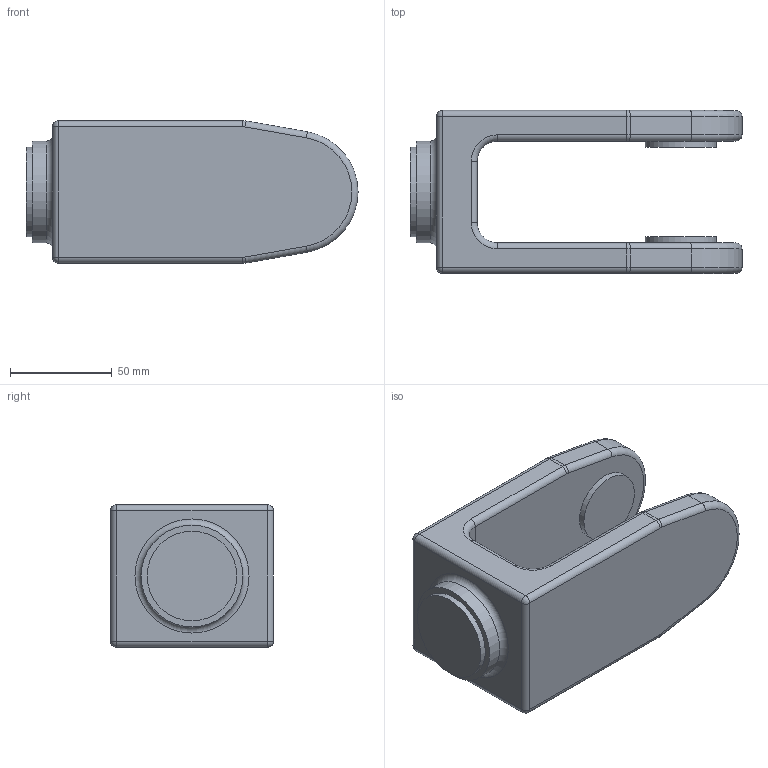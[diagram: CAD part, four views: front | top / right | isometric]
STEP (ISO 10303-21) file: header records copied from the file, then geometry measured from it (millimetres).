
FILE_DESCRIPTION(/* description */ (''),/* implementation_level */ '2;1');
FILE_NAME(/* name */ 'link4.step',/* time_stamp */ '2026-02-10T22:24:52+05:30',/* author */ (''),/* organization */ (''),/* preprocessor_version */ 'ST-DEVELOPER v20.1',/* originating_system */ 'Autodesk Translation Framework v14.24.0.0',/* authorisation */ '');
FILE_SCHEMA (('AUTOMOTIVE_DESIGN { 1 0 10303 214 3 1 1 }'));
Length unit declared in the file: millimetre
Products named in the file (1): 2026-02-10-22-24-52-783
Bounding box: 163 x 80 x 70 mm (x, y, z)
Volume: 391093.4 mm3; surface area: 56955.1 mm2
Topology: 1 solids, 1 shells, 71 faces, 151 edges, 86 vertices
Faces by surface type: cylinder 34, torus 17, plane 16, sphere 4
Full cylindrical faces by diameter (mm): 35 x2, 44 x1, 50 x1
Entity records: 1933 total; most frequent: DIRECTION 382, CARTESIAN_POINT 309, ORIENTED_EDGE 302, AXIS2_PLACEMENT_3D 159, EDGE_CURVE 151, CIRCLE 87, VERTEX_POINT 86, EDGE_LOOP 75
